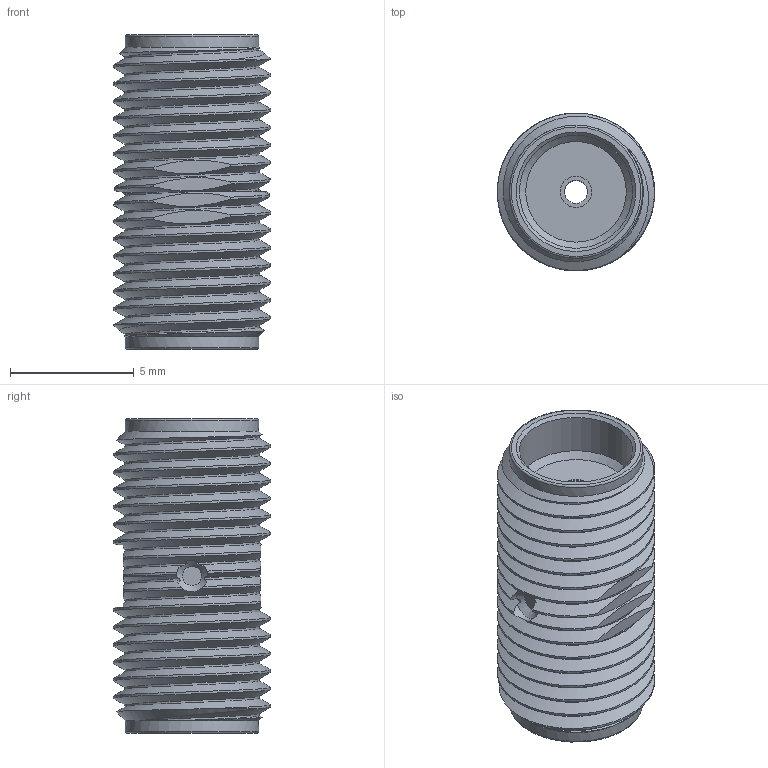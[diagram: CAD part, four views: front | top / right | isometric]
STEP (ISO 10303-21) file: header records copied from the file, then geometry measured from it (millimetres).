
FILE_DESCRIPTION (( 'STEP AP203' ), '1' );
FILE_NAME ('SM4932_3D.step', '2020-08-18T17:42:21', ( '' ), ( '' ), 'SwSTEP 2.0', 'SolidWorks 2018', '' );
FILE_SCHEMA (( 'CONFIG_CONTROL_DESIGN' ));
Length unit declared in the file: inch
Products named in the file (1): SM4932_3D
Bounding box: 6.35 x 6.35 x 12.7 mm (x, y, z)
Volume: 268 mm3; surface area: 507.9 mm2
Topology: 1 solids, 1 shells, 80 faces, 214 edges, 140 vertices
Faces by surface type: cylinder 27, plane 25, bspline 18, cone 8, torus 2
Full cylindrical faces by diameter (mm): 0.94 x1, 1.27 x2, 4.572 x2, 5.385 x2
Entity records: 10716 total; most frequent: CARTESIAN_POINT 9077, ORIENTED_EDGE 380, DIRECTION 226, EDGE_CURVE 190, VERTEX_POINT 133, EDGE_LOOP 103, AXIS2_PLACEMENT_3D 99, FACE_OUTER_BOUND 89
